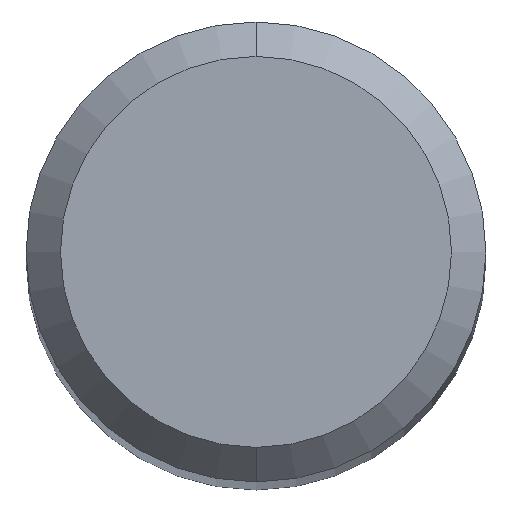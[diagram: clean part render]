
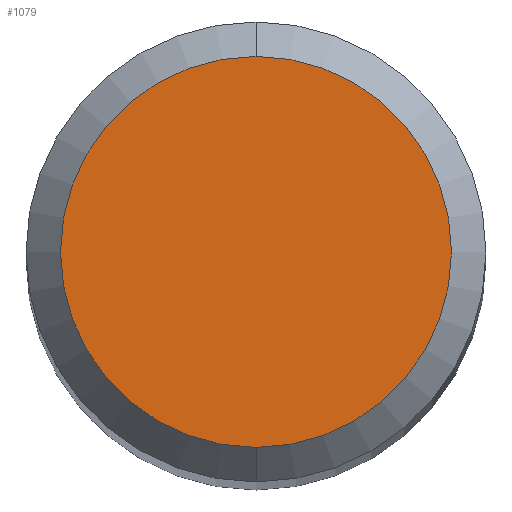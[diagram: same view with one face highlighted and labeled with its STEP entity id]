
A CAD part, top view. The second image highlights one B-rep face of the part: STEP entity #1079.
In plain terms, the highlighted planar face has unit normal (0, 0, 1).
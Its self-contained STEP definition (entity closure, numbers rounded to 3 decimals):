
#761=VERTEX_POINT('',#1618);
#891=EDGE_CURVE('',#761,#1229,#1764,.T.);
#1079=ADVANCED_FACE('',(#1967),#1968,.T.);
#1219=EDGE_CURVE('',#1229,#761,#2114,.T.);
#1229=VERTEX_POINT('',#2125);
#1618=CARTESIAN_POINT('',(0.,-1.7,0.0));
#1764=CIRCLE('',#4545,1.7);
#1967=FACE_OUTER_BOUND('',#5516,.T.);
#1968=PLANE('',#5517);
#2114=CIRCLE('',#5847,1.7);
#2125=CARTESIAN_POINT('',(0.0,1.7,0.0));
#4545=AXIS2_PLACEMENT_3D('',#6460,#6461,#6462);
#5516=EDGE_LOOP('',(#6654,#6655));
#5517=AXIS2_PLACEMENT_3D('',#6656,#6657,#6658);
#5847=AXIS2_PLACEMENT_3D('',#6793,#6794,#6795);
#6460=CARTESIAN_POINT('',(0.0,0.0,0.0));
#6461=DIRECTION('',(0.0,0.0,-1.0));
#6462=DIRECTION('',(0.0,1.0,0.0));
#6654=ORIENTED_EDGE('',*,*,#1219,.F.);
#6655=ORIENTED_EDGE('',*,*,#891,.F.);
#6656=CARTESIAN_POINT('',(0.0,0.85,0.0));
#6657=DIRECTION('',(-0.0,0.0,1.0));
#6658=DIRECTION('',(0.0,-1.0,0.0));
#6793=CARTESIAN_POINT('',(0.0,0.0,0.0));
#6794=DIRECTION('',(0.0,0.0,-1.0));
#6795=DIRECTION('',(0.0,1.0,0.0));
